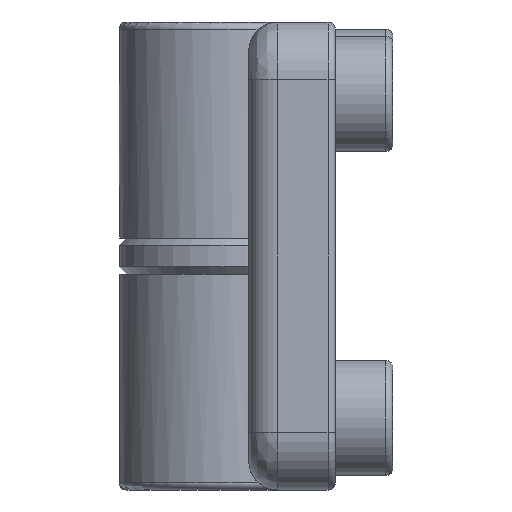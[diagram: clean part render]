
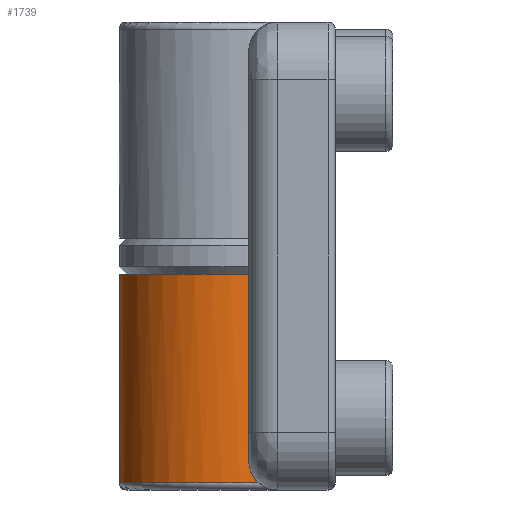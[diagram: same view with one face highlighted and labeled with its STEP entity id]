
A CAD part, left-side view. The second image highlights one B-rep face of the part: STEP entity #1739.
In plain terms, the highlighted cylindrical face has radius 7.5 mm (diameter 15 mm), a partial arc.
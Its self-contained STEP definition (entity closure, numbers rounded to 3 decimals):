
#60=B_SPLINE_CURVE_WITH_KNOTS('',3,(#3053,#3054,#3055,#3056,#3057,#3058,
#3059,#3060),.UNSPECIFIED.,.F.,.F.,(4,2,2,4),(-0.164,-0.15,
-0.075,0.),.UNSPECIFIED.);
#171=LINE('',#3045,#273);
#174=LINE('',#3062,#276);
#273=VECTOR('',#2424,10.);
#276=VECTOR('',#2431,10.);
#356=CYLINDRICAL_SURFACE('',#2010,7.5);
#432=FACE_OUTER_BOUND('',#555,.T.);
#555=EDGE_LOOP('',(#1401,#1402,#1403,#1404,#1405));
#690=CIRCLE('',#1993,7.5);
#701=CIRCLE('',#2011,7.5);
#828=VERTEX_POINT('',#2996);
#831=VERTEX_POINT('',#3001);
#842=VERTEX_POINT('',#3044);
#845=VERTEX_POINT('',#3052);
#846=VERTEX_POINT('',#3061);
#1026=EDGE_CURVE('',#831,#828,#690,.T.);
#1042=EDGE_CURVE('',#842,#828,#171,.T.);
#1046=EDGE_CURVE('',#845,#831,#60,.F.);
#1047=EDGE_CURVE('',#846,#845,#174,.T.);
#1048=EDGE_CURVE('',#846,#842,#701,.T.);
#1401=ORIENTED_EDGE('',*,*,#1026,.F.);
#1402=ORIENTED_EDGE('',*,*,#1046,.F.);
#1403=ORIENTED_EDGE('',*,*,#1047,.F.);
#1404=ORIENTED_EDGE('',*,*,#1048,.T.);
#1405=ORIENTED_EDGE('',*,*,#1042,.T.);
#1739=ADVANCED_FACE('',(#432),#356,.T.);
#1993=AXIS2_PLACEMENT_3D('',#3012,#2386,#2387);
#2010=AXIS2_PLACEMENT_3D('',#3051,#2429,#2430);
#2011=AXIS2_PLACEMENT_3D('',#3063,#2432,#2433);
#2386=DIRECTION('center_axis',(0.,0.,1.));
#2387=DIRECTION('ref_axis',(-0.516,0.856,0.));
#2424=DIRECTION('',(0.,0.,1.));
#2429=DIRECTION('center_axis',(0.,0.,1.));
#2430=DIRECTION('ref_axis',(-0.596,0.803,0.));
#2431=DIRECTION('',(0.,0.,1.));
#2432=DIRECTION('center_axis',(0.,0.,1.));
#2433=DIRECTION('ref_axis',(1.,0.,0.));
#2996=CARTESIAN_POINT('',(11.578,-7.233,32.));
#3001=CARTESIAN_POINT('',(18.755,-1.91,32.));
#3012=CARTESIAN_POINT('Origin',(11.578,0.267,32.));
#3044=CARTESIAN_POINT('',(11.578,-7.233,17.5));
#3045=CARTESIAN_POINT('',(11.578,-7.233,0.));
#3051=CARTESIAN_POINT('Origin',(11.578,0.267,0.));
#3052=CARTESIAN_POINT('',(18.926,-1.233,30.5));
#3053=CARTESIAN_POINT('Ctrl Pts',(18.755,-1.91,32.));
#3054=CARTESIAN_POINT('Ctrl Pts',(18.766,-1.874,31.968));
#3055=CARTESIAN_POINT('Ctrl Pts',(18.776,-1.839,31.935));
#3056=CARTESIAN_POINT('Ctrl Pts',(18.835,-1.634,31.726));
#3057=CARTESIAN_POINT('Ctrl Pts',(18.871,-1.483,31.504));
#3058=CARTESIAN_POINT('Ctrl Pts',(18.917,-1.283,31.016));
#3059=CARTESIAN_POINT('Ctrl Pts',(18.926,-1.233,30.75));
#3060=CARTESIAN_POINT('Ctrl Pts',(18.926,-1.233,30.5));
#3061=CARTESIAN_POINT('',(18.926,-1.233,17.5));
#3062=CARTESIAN_POINT('',(18.926,-1.233,0.));
#3063=CARTESIAN_POINT('Origin',(11.578,0.267,17.5));
